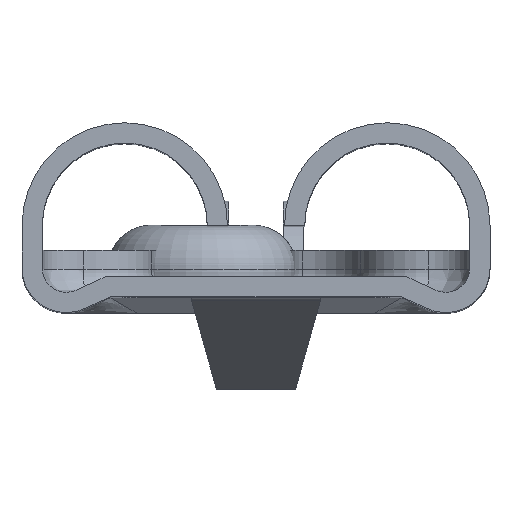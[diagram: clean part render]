
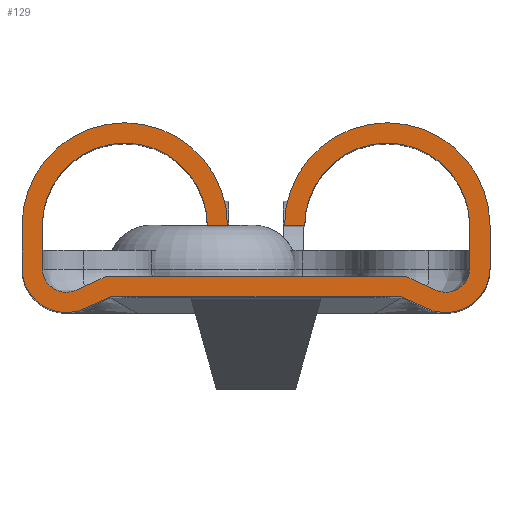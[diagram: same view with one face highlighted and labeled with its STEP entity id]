
A CAD part, top view. The second image highlights one B-rep face of the part: STEP entity #129.
In plain terms, the highlighted planar face has unit normal (0, 0, 1).
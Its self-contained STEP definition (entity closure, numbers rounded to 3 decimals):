
#129=ADVANCED_FACE('',(#364),#365,.T.);
#364=FACE_OUTER_BOUND('',#1182,.T.);
#365=PLANE('',#1183);
#1182=EDGE_LOOP('',(#2544,#2545,#2546,#2547,#2548,#2549,#2550,#2551,#2552,#2553,#2554,#2555,#2556,#2557,#2558,#2559,#2560,#2561,#2562,#2563,#2564,#2565,#2566,#2567));
#1183=AXIS2_PLACEMENT_3D('',#2568,#2569,#2570);
#2544=ORIENTED_EDGE('',*,*,#3327,.F.);
#2545=ORIENTED_EDGE('',*,*,#3328,.T.);
#2546=ORIENTED_EDGE('',*,*,#3329,.T.);
#2547=ORIENTED_EDGE('',*,*,#3330,.T.);
#2548=ORIENTED_EDGE('',*,*,#3331,.F.);
#2549=ORIENTED_EDGE('',*,*,#3332,.F.);
#2550=ORIENTED_EDGE('',*,*,#3074,.F.);
#2551=ORIENTED_EDGE('',*,*,#3333,.F.);
#2552=ORIENTED_EDGE('',*,*,#3334,.F.);
#2553=ORIENTED_EDGE('',*,*,#3335,.F.);
#2554=ORIENTED_EDGE('',*,*,#3072,.F.);
#2555=ORIENTED_EDGE('',*,*,#3279,.F.);
#2556=ORIENTED_EDGE('',*,*,#3336,.F.);
#2557=ORIENTED_EDGE('',*,*,#3337,.T.);
#2558=ORIENTED_EDGE('',*,*,#3338,.T.);
#2559=ORIENTED_EDGE('',*,*,#3339,.T.);
#2560=ORIENTED_EDGE('',*,*,#3340,.F.);
#2561=ORIENTED_EDGE('',*,*,#3341,.F.);
#2562=ORIENTED_EDGE('',*,*,#3078,.F.);
#2563=ORIENTED_EDGE('',*,*,#3342,.F.);
#2564=ORIENTED_EDGE('',*,*,#3343,.F.);
#2565=ORIENTED_EDGE('',*,*,#3344,.F.);
#2566=ORIENTED_EDGE('',*,*,#3084,.F.);
#2567=ORIENTED_EDGE('',*,*,#3298,.F.);
#2568=CARTESIAN_POINT('',(0.0,0.0,0.0));
#2569=DIRECTION('',(0.0,0.0,1.0));
#2570=DIRECTION('',(1.0,0.0,0.0));
#3072=EDGE_CURVE('',#3481,#3477,#3483,.T.);
#3074=EDGE_CURVE('',#3484,#3487,#3488,.T.);
#3078=EDGE_CURVE('',#3492,#3495,#3496,.T.);
#3084=EDGE_CURVE('',#3505,#3501,#3507,.T.);
#3279=EDGE_CURVE('',#3830,#3481,#3832,.T.);
#3298=EDGE_CURVE('',#3860,#3505,#3862,.T.);
#3327=EDGE_CURVE('',#3906,#3860,#3908,.T.);
#3328=EDGE_CURVE('',#3906,#3909,#3910,.T.);
#3329=EDGE_CURVE('',#3909,#3911,#3912,.T.);
#3330=EDGE_CURVE('',#3911,#3913,#3914,.T.);
#3331=EDGE_CURVE('',#3915,#3913,#3916,.T.);
#3332=EDGE_CURVE('',#3487,#3915,#3917,.T.);
#3333=EDGE_CURVE('',#3918,#3484,#3919,.T.);
#3334=EDGE_CURVE('',#3920,#3918,#3921,.T.);
#3335=EDGE_CURVE('',#3477,#3920,#3922,.T.);
#3336=EDGE_CURVE('',#3923,#3830,#3924,.T.);
#3337=EDGE_CURVE('',#3923,#3925,#3926,.T.);
#3338=EDGE_CURVE('',#3925,#3927,#3928,.T.);
#3339=EDGE_CURVE('',#3927,#3929,#3930,.T.);
#3340=EDGE_CURVE('',#3931,#3929,#3932,.T.);
#3341=EDGE_CURVE('',#3495,#3931,#3933,.T.);
#3342=EDGE_CURVE('',#3934,#3492,#3935,.T.);
#3343=EDGE_CURVE('',#3936,#3934,#3937,.T.);
#3344=EDGE_CURVE('',#3501,#3936,#3938,.T.);
#3477=VERTEX_POINT('',#4144);
#3481=VERTEX_POINT('',#4149);
#3483=CIRCLE('',#4152,1.305);
#3484=VERTEX_POINT('',#4153);
#3487=VERTEX_POINT('',#4157);
#3488=CIRCLE('',#4158,1.625);
#3492=VERTEX_POINT('',#4163);
#3495=VERTEX_POINT('',#4167);
#3496=CIRCLE('',#4168,1.305);
#3501=VERTEX_POINT('',#4174);
#3505=VERTEX_POINT('',#4179);
#3507=CIRCLE('',#4182,1.625);
#3830=VERTEX_POINT('',#4810);
#3832=LINE('',#4813,#4814);
#3860=VERTEX_POINT('',#4851);
#3862=LINE('',#4854,#4855);
#3906=VERTEX_POINT('',#4951);
#3908=CIRCLE('',#4954,0.7);
#3909=VERTEX_POINT('',#4955);
#3910=LINE('',#4956,#4957);
#3911=VERTEX_POINT('',#4958);
#3912=LINE('',#4959,#4960);
#3913=VERTEX_POINT('',#4961);
#3914=LINE('',#4962,#4963);
#3915=VERTEX_POINT('',#4964);
#3916=CIRCLE('',#4965,0.7);
#3917=LINE('',#4966,#4967);
#3918=VERTEX_POINT('',#4968);
#3919=CIRCLE('',#4969,1.625);
#3920=VERTEX_POINT('',#4970);
#3921=LINE('',#4971,#4972);
#3922=CIRCLE('',#4973,1.305);
#3923=VERTEX_POINT('',#4974);
#3924=CIRCLE('',#4975,0.38);
#3925=VERTEX_POINT('',#4976);
#3926=LINE('',#4977,#4978);
#3927=VERTEX_POINT('',#4979);
#3928=LINE('',#4980,#4981);
#3929=VERTEX_POINT('',#4982);
#3930=LINE('',#4983,#4984);
#3931=VERTEX_POINT('',#4985);
#3932=CIRCLE('',#4986,0.38);
#3933=LINE('',#4987,#4988);
#3934=VERTEX_POINT('',#4989);
#3935=CIRCLE('',#4990,1.305);
#3936=VERTEX_POINT('',#4991);
#3937=LINE('',#4992,#4993);
#3938=CIRCLE('',#4994,1.625);
#4144=CARTESIAN_POINT('',(0.77,1.375,0.0));
#4149=CARTESIAN_POINT('',(3.38,1.375,0.0));
#4152=AXIS2_PLACEMENT_3D('',#5483,#5484,#5485);
#4153=CARTESIAN_POINT('',(0.45,1.375,0.0));
#4157=CARTESIAN_POINT('',(3.7,1.375,0.0));
#4158=AXIS2_PLACEMENT_3D('',#5487,#5488,#5489);
#4163=CARTESIAN_POINT('',(-0.77,1.375,0.0));
#4167=CARTESIAN_POINT('',(-3.38,1.375,0.0));
#4168=AXIS2_PLACEMENT_3D('',#5495,#5496,#5497);
#4174=CARTESIAN_POINT('',(-0.45,1.375,0.0));
#4179=CARTESIAN_POINT('',(-3.7,1.375,0.0));
#4182=AXIS2_PLACEMENT_3D('',#5507,#5508,#5509);
#4810=CARTESIAN_POINT('',(3.38,0.7,0.0));
#4813=CARTESIAN_POINT('',(3.38,0.7,0.0));
#4814=VECTOR('',#5853,0.675);
#4851=CARTESIAN_POINT('',(-3.7,0.7,0.0));
#4854=CARTESIAN_POINT('',(-3.7,0.7,0.0));
#4855=VECTOR('',#5888,0.675);
#4951=CARTESIAN_POINT('',(-2.709,0.063,0.0));
#4954=AXIS2_PLACEMENT_3D('',#5945,#5946,#5947);
#4955=CARTESIAN_POINT('',(-2.3,0.25,0.0));
#4956=CARTESIAN_POINT('',(-2.709,0.063,0.0));
#4957=VECTOR('',#5948,0.45);
#4958=CARTESIAN_POINT('',(2.3,0.25,0.0));
#4959=CARTESIAN_POINT('',(-2.3,0.25,0.0));
#4960=VECTOR('',#5949,4.6);
#4961=CARTESIAN_POINT('',(2.709,0.063,0.0));
#4962=CARTESIAN_POINT('',(2.3,0.25,0.0));
#4963=VECTOR('',#5950,0.45);
#4964=CARTESIAN_POINT('',(3.7,0.7,0.0));
#4965=AXIS2_PLACEMENT_3D('',#5951,#5952,#5953);
#4966=CARTESIAN_POINT('',(3.7,1.375,0.0));
#4967=VECTOR('',#5954,0.675);
#4968=CARTESIAN_POINT('',(0.45,1.37,0.0));
#4969=AXIS2_PLACEMENT_3D('',#5955,#5956,#5957);
#4970=CARTESIAN_POINT('',(0.77,1.37,0.0));
#4971=CARTESIAN_POINT('',(0.77,1.37,0.0));
#4972=VECTOR('',#5958,0.32);
#4973=AXIS2_PLACEMENT_3D('',#5959,#5960,#5961);
#4974=CARTESIAN_POINT('',(2.842,0.354,0.0));
#4975=AXIS2_PLACEMENT_3D('',#5962,#5963,#5964);
#4976=CARTESIAN_POINT('',(2.37,0.57,0.0));
#4977=CARTESIAN_POINT('',(2.842,0.354,0.0));
#4978=VECTOR('',#5965,0.52);
#4979=CARTESIAN_POINT('',(-2.37,0.57,0.0));
#4980=CARTESIAN_POINT('',(2.37,0.57,0.0));
#4981=VECTOR('',#5966,4.739);
#4982=CARTESIAN_POINT('',(-2.842,0.354,0.0));
#4983=CARTESIAN_POINT('',(-2.37,0.57,0.0));
#4984=VECTOR('',#5967,0.52);
#4985=CARTESIAN_POINT('',(-3.38,0.7,0.0));
#4986=AXIS2_PLACEMENT_3D('',#5968,#5969,#5970);
#4987=CARTESIAN_POINT('',(-3.38,1.375,0.0));
#4988=VECTOR('',#5971,0.675);
#4989=CARTESIAN_POINT('',(-0.77,1.37,0.0));
#4990=AXIS2_PLACEMENT_3D('',#5972,#5973,#5974);
#4991=CARTESIAN_POINT('',(-0.45,1.37,0.0));
#4992=CARTESIAN_POINT('',(-0.45,1.37,0.0));
#4993=VECTOR('',#5975,0.32);
#4994=AXIS2_PLACEMENT_3D('',#5976,#5977,#5978);
#5483=CARTESIAN_POINT('',(2.075,1.375,0.0));
#5484=DIRECTION('',(0.0,0.0,1.0));
#5485=DIRECTION('',(1.0,0.0,0.0));
#5487=CARTESIAN_POINT('',(2.075,1.375,0.0));
#5488=DIRECTION('',(0.0,0.0,-1.0));
#5489=DIRECTION('',(-1.,-0.003,0.0));
#5495=CARTESIAN_POINT('',(-2.075,1.375,0.0));
#5496=DIRECTION('',(0.0,0.0,1.0));
#5497=DIRECTION('',(1.,-0.004,0.0));
#5507=CARTESIAN_POINT('',(-2.075,1.375,0.0));
#5508=DIRECTION('',(0.0,0.0,-1.0));
#5509=DIRECTION('',(-1.0,0.,0.0));
#5853=DIRECTION('',(0.0,1.0,0.0));
#5888=DIRECTION('',(0.0,1.0,0.0));
#5945=CARTESIAN_POINT('',(-3.0,0.7,0.0));
#5946=DIRECTION('',(0.0,0.0,-1.0));
#5947=DIRECTION('',(0.415,-0.91,0.0));
#5948=DIRECTION('',(0.91,0.415,0.0));
#5949=DIRECTION('',(1.0,0.0,0.0));
#5950=DIRECTION('',(0.91,-0.415,0.0));
#5951=CARTESIAN_POINT('',(3.0,0.7,0.0));
#5952=DIRECTION('',(0.0,0.0,-1.0));
#5953=DIRECTION('',(1.0,0.,0.0));
#5954=DIRECTION('',(0.0,-1.0,0.0));
#5955=CARTESIAN_POINT('',(2.075,1.375,0.0));
#5956=DIRECTION('',(0.0,0.0,-1.0));
#5957=DIRECTION('',(-1.,-0.003,0.0));
#5958=DIRECTION('',(-1.0,0.0,0.0));
#5959=CARTESIAN_POINT('',(2.075,1.375,0.0));
#5960=DIRECTION('',(0.0,0.0,1.0));
#5961=DIRECTION('',(1.0,0.0,0.0));
#5962=CARTESIAN_POINT('',(3.0,0.7,0.0));
#5963=DIRECTION('',(0.0,0.0,1.0));
#5964=DIRECTION('',(-0.415,-0.91,0.0));
#5965=DIRECTION('',(-0.91,0.415,0.0));
#5966=DIRECTION('',(-1.0,0.0,0.0));
#5967=DIRECTION('',(-0.91,-0.415,0.0));
#5968=CARTESIAN_POINT('',(-3.0,0.7,0.0));
#5969=DIRECTION('',(0.0,0.0,1.0));
#5970=DIRECTION('',(-1.0,0.0,0.0));
#5971=DIRECTION('',(0.0,-1.0,0.0));
#5972=CARTESIAN_POINT('',(-2.075,1.375,0.0));
#5973=DIRECTION('',(0.0,0.0,1.0));
#5974=DIRECTION('',(1.,-0.004,0.0));
#5975=DIRECTION('',(-1.0,0.0,0.0));
#5976=CARTESIAN_POINT('',(-2.075,1.375,0.0));
#5977=DIRECTION('',(0.0,0.0,-1.0));
#5978=DIRECTION('',(-1.0,0.,0.0));
